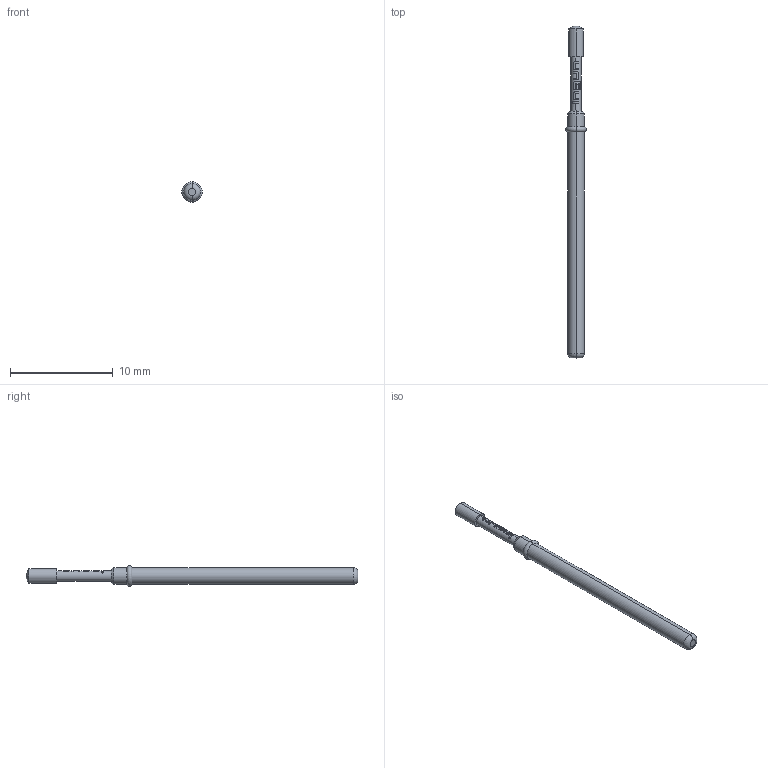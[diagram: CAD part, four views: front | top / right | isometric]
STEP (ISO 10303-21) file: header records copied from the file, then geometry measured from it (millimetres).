
FILE_DESCRIPTION (( 'STEP AP203' ), '1' );
FILE_NAME ('INGUN_GKS-112_305_140_A_xx02.STEP', '2020-08-06T09:52:13', ( '' ), ( '' ), 'SwSTEP 2.0', 'SolidWorks 2018', '' );
FILE_SCHEMA (( 'CONFIG_CONTROL_DESIGN' ));
Length unit declared in the file: millimetre
Products named in the file (1): INGUN_GKS-112_305_140_A_xx02
Bounding box: 2 x 32.3 x 2 mm (x, y, z)
Volume: 59.9 mm3; surface area: 159.3 mm2
Topology: 1 solids, 1 shells, 100 faces, 278 edges, 183 vertices
Faces by surface type: bspline 49, cylinder 27, plane 16, torus 4, sphere 2, cone 2
Entity records: 4331 total; most frequent: CARTESIAN_POINT 2253, ORIENTED_EDGE 556, EDGE_CURVE 278, B_SPLINE_CURVE_WITH_KNOTS 222, DIRECTION 188, VERTEX_POINT 183, EDGE_LOOP 103, FACE_OUTER_BOUND 100
